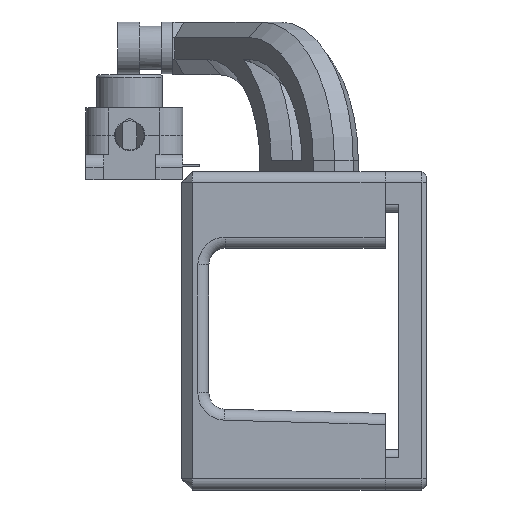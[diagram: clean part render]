
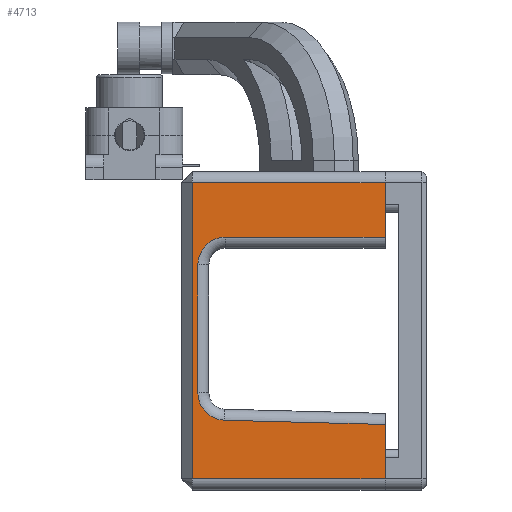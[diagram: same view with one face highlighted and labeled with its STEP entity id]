
A CAD part, left-side view. The second image highlights one B-rep face of the part: STEP entity #4713.
In plain terms, the highlighted planar face has unit normal (-1, 0, 0).
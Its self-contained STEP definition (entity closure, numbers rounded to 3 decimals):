
#4253 = VERTEX_POINT('',#4254);
#4254 = CARTESIAN_POINT('',(-94.679,-36.739,
    -10.484));
#4261 = EDGE_CURVE('',#4253,#4262,#4264,.T.);
#4262 = VERTEX_POINT('',#4263);
#4263 = CARTESIAN_POINT('',(-94.679,-36.739,
    -0.579));
#4264 = LINE('',#4265,#4266);
#4265 = CARTESIAN_POINT('',(-94.679,-36.739,
    -56.389));
#4266 = VECTOR('',#4267,1.);
#4267 = DIRECTION('',(0.,0.,1.));
#4392 = VERTEX_POINT('',#4393);
#4393 = CARTESIAN_POINT('',(-94.679,-36.739,
    -54.389));
#4400 = EDGE_CURVE('',#4392,#4401,#4403,.T.);
#4401 = VERTEX_POINT('',#4402);
#4402 = CARTESIAN_POINT('',(-94.679,-36.739,
    -44.484));
#4403 = LINE('',#4404,#4405);
#4404 = CARTESIAN_POINT('',(-94.679,-36.739,
    -56.389));
#4405 = VECTOR('',#4406,1.);
#4406 = DIRECTION('',(0.,0.,1.));
#4694 = EDGE_CURVE('',#4262,#4695,#4697,.T.);
#4695 = VERTEX_POINT('',#4696);
#4696 = CARTESIAN_POINT('',(-94.679,-1.739,
    -0.579));
#4697 = LINE('',#4698,#4699);
#4698 = CARTESIAN_POINT('',(-94.679,-36.739,
    -0.579));
#4699 = VECTOR('',#4700,1.);
#4700 = DIRECTION('',(0.,1.,0.));
#4713 = ADVANCED_FACE('',(#4714),#4773,.F.);
#4714 = FACE_BOUND('',#4715,.F.);
#4715 = EDGE_LOOP('',(#4716,#4724,#4730,#4731,#4732,#4740,#4749,#4757,
    #4766,#4772));
#4716 = ORIENTED_EDGE('',*,*,#4717,.T.);
#4717 = EDGE_CURVE('',#4392,#4718,#4720,.T.);
#4718 = VERTEX_POINT('',#4719);
#4719 = CARTESIAN_POINT('',(-94.679,-1.739,
    -54.389));
#4720 = LINE('',#4721,#4722);
#4721 = CARTESIAN_POINT('',(-94.679,-36.739,
    -54.389));
#4722 = VECTOR('',#4723,1.);
#4723 = DIRECTION('',(0.,1.,0.));
#4724 = ORIENTED_EDGE('',*,*,#4725,.T.);
#4725 = EDGE_CURVE('',#4718,#4695,#4726,.T.);
#4726 = LINE('',#4727,#4728);
#4727 = CARTESIAN_POINT('',(-94.679,-1.739,
    -54.389));
#4728 = VECTOR('',#4729,1.);
#4729 = DIRECTION('',(0.,0.,1.));
#4730 = ORIENTED_EDGE('',*,*,#4694,.F.);
#4731 = ORIENTED_EDGE('',*,*,#4261,.F.);
#4732 = ORIENTED_EDGE('',*,*,#4733,.T.);
#4733 = EDGE_CURVE('',#4253,#4734,#4736,.T.);
#4734 = VERTEX_POINT('',#4735);
#4735 = CARTESIAN_POINT('',(-94.679,-7.739,
    -10.484));
#4736 = LINE('',#4737,#4738);
#4737 = CARTESIAN_POINT('',(-94.679,-36.739,
    -10.484));
#4738 = VECTOR('',#4739,1.);
#4739 = DIRECTION('',(0.,1.,0.));
#4740 = ORIENTED_EDGE('',*,*,#4741,.T.);
#4741 = EDGE_CURVE('',#4734,#4742,#4744,.T.);
#4742 = VERTEX_POINT('',#4743);
#4743 = CARTESIAN_POINT('',(-94.679,-2.739,
    -15.484));
#4744 = CIRCLE('',#4745,5.);
#4745 = AXIS2_PLACEMENT_3D('',#4746,#4747,#4748);
#4746 = CARTESIAN_POINT('',(-94.679,-7.739,
    -15.484));
#4747 = DIRECTION('',(-1.,0.,0.));
#4748 = DIRECTION('',(0.,0.,1.));
#4749 = ORIENTED_EDGE('',*,*,#4750,.T.);
#4750 = EDGE_CURVE('',#4742,#4751,#4753,.T.);
#4751 = VERTEX_POINT('',#4752);
#4752 = CARTESIAN_POINT('',(-94.679,-2.739,
    -38.723));
#4753 = LINE('',#4754,#4755);
#4754 = CARTESIAN_POINT('',(-94.679,-2.739,
    -15.484));
#4755 = VECTOR('',#4756,1.);
#4756 = DIRECTION('',(0.,0.,-1.));
#4757 = ORIENTED_EDGE('',*,*,#4758,.T.);
#4758 = EDGE_CURVE('',#4751,#4759,#4761,.T.);
#4759 = VERTEX_POINT('',#4760);
#4760 = CARTESIAN_POINT('',(-94.679,-7.609,
    -43.722));
#4761 = CIRCLE('',#4762,5.);
#4762 = AXIS2_PLACEMENT_3D('',#4763,#4764,#4765);
#4763 = CARTESIAN_POINT('',(-94.679,-7.739,
    -38.723));
#4764 = DIRECTION('',(-1.,0.,0.));
#4765 = DIRECTION('',(0.,1.,0.));
#4766 = ORIENTED_EDGE('',*,*,#4767,.T.);
#4767 = EDGE_CURVE('',#4759,#4401,#4768,.T.);
#4768 = LINE('',#4769,#4770);
#4769 = CARTESIAN_POINT('',(-94.679,-7.609,
    -43.722));
#4770 = VECTOR('',#4771,1.);
#4771 = DIRECTION('',(0.,-1.,
    -0.026));
#4772 = ORIENTED_EDGE('',*,*,#4400,.F.);
#4773 = PLANE('',#4774);
#4774 = AXIS2_PLACEMENT_3D('',#4775,#4776,#4777);
#4775 = CARTESIAN_POINT('',(-94.679,-36.739,
    -56.389));
#4776 = DIRECTION('',(1.,0.,0.));
#4777 = DIRECTION('',(0.,0.,1.));
